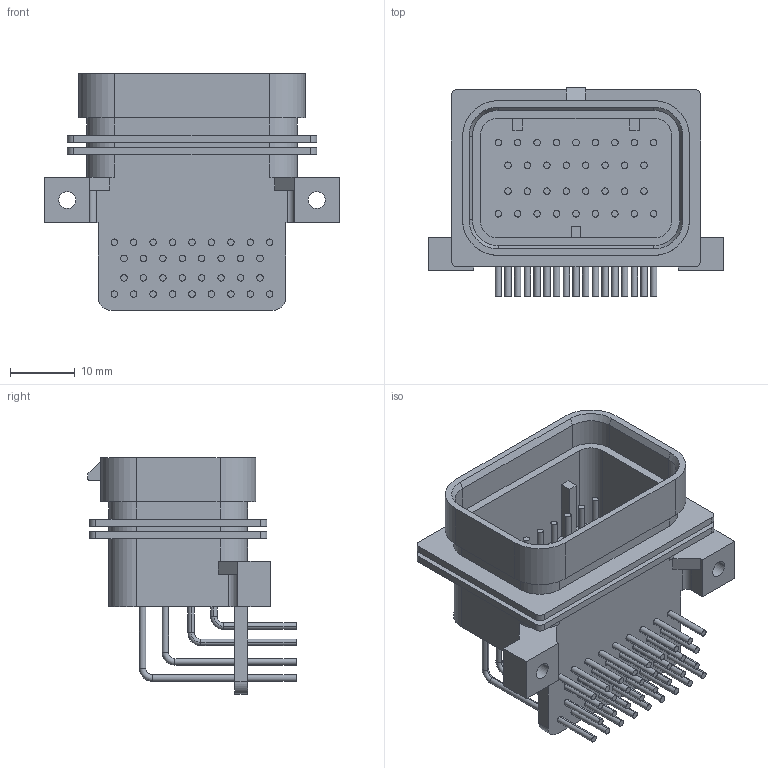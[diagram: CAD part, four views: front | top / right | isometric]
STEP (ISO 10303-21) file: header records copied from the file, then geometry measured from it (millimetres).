
FILE_DESCRIPTION((''),'2;1');
FILE_NAME('C-6437288-1','2010-02-15T',('workeradm'),(''),'PRO/ENGINEER BY PARAMETRIC TECHNOLOGY CORPORATION, 2008380','PRO/ENGINEER BY PARAMETRIC TECHNOLOGY CORPORATION, 2008380','');
FILE_SCHEMA(('AUTOMOTIVE_DESIGN { 1 0 10303 214 1 1 1 1 }'));
Length unit declared in the file: millimetre
Products named in the file (1): C-6437288-1
Bounding box: 45.5 x 32.15 x 36.5 mm (x, y, z)
Volume: 8392.9 mm3; surface area: 11868.8 mm2
Topology: 1 solids, 1 shells, 540 faces, 1242 edges, 780 vertices
Faces by surface type: cylinder 315, plane 153, torus 68, cone 4
Entity records: 15620 total; most frequent: DIRECTION 3024, CARTESIAN_POINT 2563, ORIENTED_EDGE 2484, AXIS2_PLACEMENT_3D 1242, EDGE_CURVE 1242, VERTEX_POINT 780, CIRCLE 702, EDGE_LOOP 688
